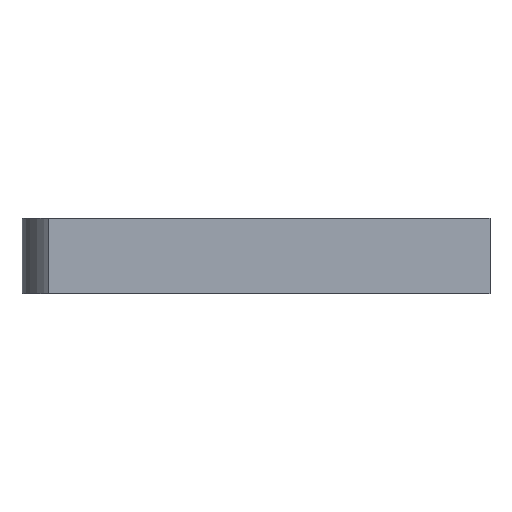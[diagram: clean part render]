
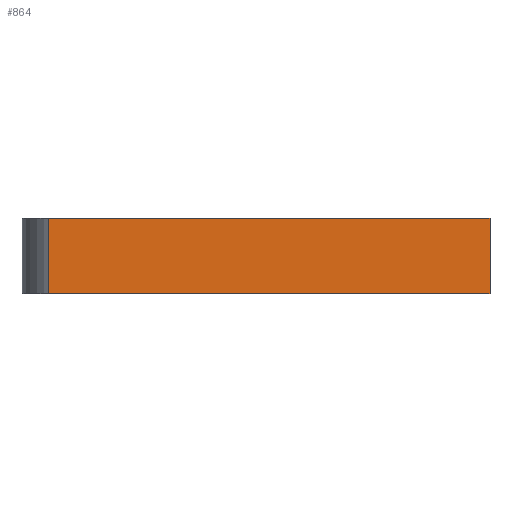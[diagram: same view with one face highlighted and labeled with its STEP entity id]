
A CAD part, front view. The second image highlights one B-rep face of the part: STEP entity #864.
In plain terms, the highlighted planar face has unit normal (0, -1, 0).
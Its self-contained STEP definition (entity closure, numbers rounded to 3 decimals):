
#112 = VECTOR ( 'NONE', #1246, 1000. ) ;
#114 = VERTEX_POINT ( 'NONE', #1204 ) ;
#198 = VERTEX_POINT ( 'NONE', #533 ) ;
#199 = CARTESIAN_POINT ( 'NONE',  ( 15.547, -1.19, 0. ) ) ;
#296 = VERTEX_POINT ( 'NONE', #1731 ) ;
#325 = DIRECTION ( 'NONE',  ( 0., 0., -1. ) ) ;
#337 = ORIENTED_EDGE ( 'NONE', *, *, #1330, .F. ) ;
#352 = CARTESIAN_POINT ( 'NONE',  ( -1.955, -1.19, 3. ) ) ;
#449 = ORIENTED_EDGE ( 'NONE', *, *, #578, .T. ) ;
#450 = VECTOR ( 'NONE', #1077, 1000. ) ;
#464 = LINE ( 'NONE', #1052, #1584 ) ;
#533 = CARTESIAN_POINT ( 'NONE',  ( -1.955, -1.19, 0. ) ) ;
#566 = EDGE_CURVE ( 'NONE', #296, #114, #633, .T. ) ;
#578 = EDGE_CURVE ( 'NONE', #198, #951, #1220, .T. ) ;
#595 = PLANE ( 'NONE',  #700 ) ;
#633 = LINE ( 'NONE', #814, #450 ) ;
#678 = EDGE_LOOP ( 'NONE', ( #939, #449, #337, #1198 ) ) ;
#700 = AXIS2_PLACEMENT_3D ( 'NONE', #886, #1457, #1619 ) ;
#814 = CARTESIAN_POINT ( 'NONE',  ( -1.955, -1.19, 3. ) ) ;
#864 = ADVANCED_FACE ( 'NONE', ( #1476 ), #595, .F. ) ;
#886 = CARTESIAN_POINT ( 'NONE',  ( 15.547, -1.19, 3. ) ) ;
#939 = ORIENTED_EDGE ( 'NONE', *, *, #1030, .T. ) ;
#951 = VERTEX_POINT ( 'NONE', #1235 ) ;
#1030 = EDGE_CURVE ( 'NONE', #296, #198, #1804, .T. ) ;
#1052 = CARTESIAN_POINT ( 'NONE',  ( 15.547, -1.19, 3. ) ) ;
#1075 = DIRECTION ( 'NONE',  ( 0., 0., -1. ) ) ;
#1077 = DIRECTION ( 'NONE',  ( 1., 0., 0. ) ) ;
#1198 = ORIENTED_EDGE ( 'NONE', *, *, #566, .F. ) ;
#1204 = CARTESIAN_POINT ( 'NONE',  ( 15.547, -1.19, 3. ) ) ;
#1220 = LINE ( 'NONE', #199, #112 ) ;
#1235 = CARTESIAN_POINT ( 'NONE',  ( 15.547, -1.19, 0. ) ) ;
#1246 = DIRECTION ( 'NONE',  ( 1., 0., 0. ) ) ;
#1330 = EDGE_CURVE ( 'NONE', #114, #951, #464, .T. ) ;
#1457 = DIRECTION ( 'NONE',  ( 0., 1., 0. ) ) ;
#1476 = FACE_OUTER_BOUND ( 'NONE', #678, .T. ) ;
#1584 = VECTOR ( 'NONE', #325, 1000. ) ;
#1619 = DIRECTION ( 'NONE',  ( -1., 0., 0. ) ) ;
#1731 = CARTESIAN_POINT ( 'NONE',  ( -1.955, -1.19, 3. ) ) ;
#1769 = VECTOR ( 'NONE', #1075, 1000. ) ;
#1804 = LINE ( 'NONE', #352, #1769 ) ;
